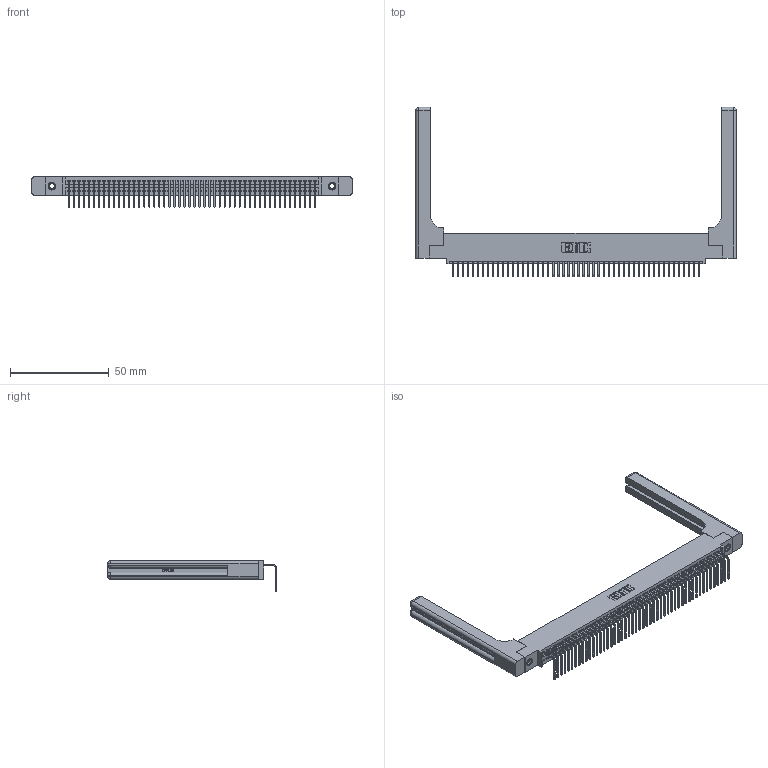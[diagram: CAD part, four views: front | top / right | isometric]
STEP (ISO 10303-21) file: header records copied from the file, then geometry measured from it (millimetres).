
FILE_DESCRIPTION (( 'STEP AP203' ), '1' );
FILE_NAME ('395-050-558-458.STEP', '2019-10-11T13:44:41', ( '' ), ( '' ), 'SwSTEP 2.0', 'SolidWorks 2016', '' );
FILE_SCHEMA (( 'CONFIG_CONTROL_DESIGN' ));
Length unit declared in the file: inch
Products named in the file (5): 345-220-058_345-220-058; 395-050-558-458; 345 Part_0.110 Offset - 0.156 Dia-TH; 345-292-001_558 Tail - 2; 345-250-001_345-250-001-102
Assembly tree (55 placements, depth 2):
  395-050-558-458
    345 Part_0.110 Offset - 0.156 Dia-TH
    345-292-001_558 Tail - 2  x50
    345-250-001_345-250-001-102  x2
    345-220-058_345-220-058  x2
Bounding box: 162.03 x 85.59 x 15.37 mm (x, y, z)
Volume: 24053.2 mm3; surface area: 27137.2 mm2
Topology: 55 solids, 55 shells, 3386 faces, 10119 edges, 6658 vertices
Faces by surface type: plane 2332, cylinder 994, bspline 36, cone 12, sphere 8, torus 4
Entity records: 41952 total; most frequent: CARTESIAN_POINT 8239, ORIENTED_EDGE 7020, DIRECTION 6130, EDGE_CURVE 3510, VECTOR 3086, LINE 3086, VERTEX_POINT 2330, AXIS2_PLACEMENT_3D 1522
